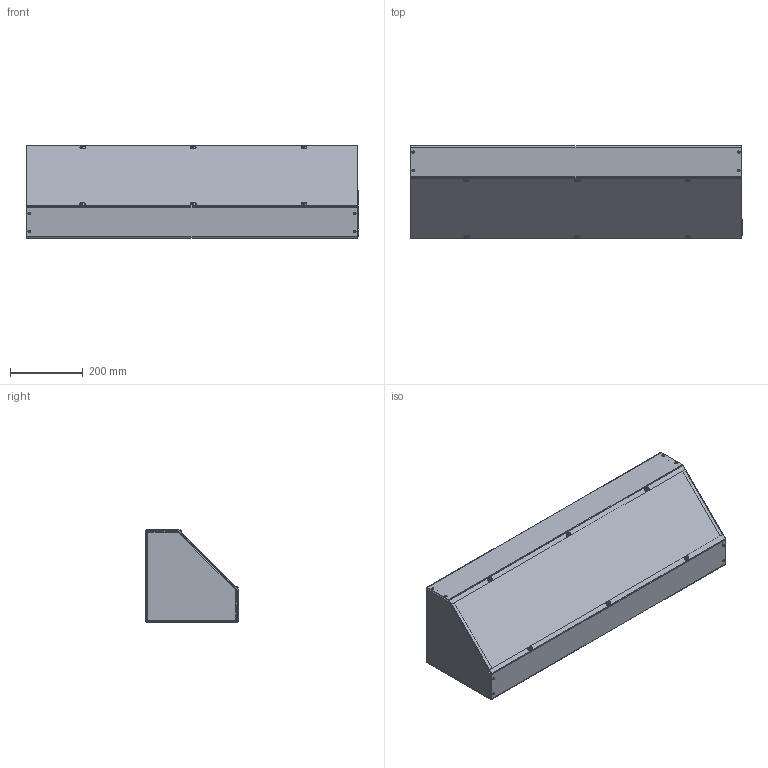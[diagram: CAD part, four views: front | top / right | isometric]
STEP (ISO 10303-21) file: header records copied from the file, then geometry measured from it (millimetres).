
FILE_DESCRIPTION (( 'STEP AP214' ), '1' );
FILE_NAME ('S101036ATNK.STEP', '2021-09-24T19:05:02', ( '' ), ( '' ), 'SwSTEP 2.0', 'SolidWorks 2021', '' );
FILE_SCHEMA (( 'AUTOMOTIVE_DESIGN' ));
Length unit declared in the file: inch
Products named in the file (1): S101036ATNK
Bounding box: 914.4 x 256.03 x 256.03 mm (x, y, z)
Volume: 1814041.9 mm3; surface area: 1948298 mm2
Topology: 30 solids, 30 shells, 1430 faces, 3456 edges, 2092 vertices
Faces by surface type: cylinder 412, cone 360, plane 342, bspline 252, torus 64
Entity records: 68305 total; most frequent: CARTESIAN_POINT 16081, DIRECTION 7284, ORIENTED_EDGE 6832, EDGE_CURVE 3416, AXIS2_PLACEMENT_3D 2973, VERTEX_POINT 2092, CIRCLE 1794, EDGE_LOOP 1596
